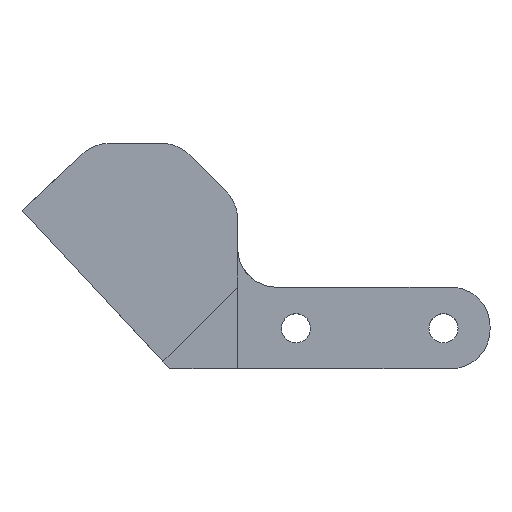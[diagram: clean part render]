
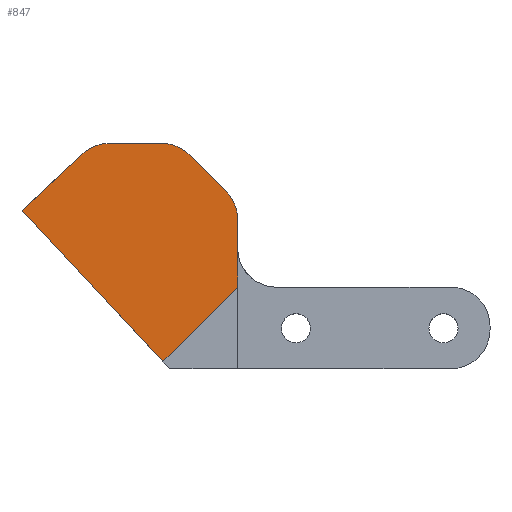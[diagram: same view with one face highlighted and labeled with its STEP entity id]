
A CAD part, top view. The second image highlights one B-rep face of the part: STEP entity #847.
In plain terms, the highlighted planar face has unit normal (0, 0, 1).
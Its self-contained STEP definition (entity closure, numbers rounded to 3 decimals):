
#54=PLANE('',#924);
#100=FACE_OUTER_BOUND('',#154,.T.);
#154=EDGE_LOOP('',(#778,#779,#780,#781,#782,#783,#784,#785,#786,#787));
#161=LINE('',#1184,#249);
#170=LINE('',#1213,#258);
#182=LINE('',#1249,#270);
#202=LINE('',#1318,#290);
#240=LINE('',#1400,#328);
#241=LINE('',#1402,#329);
#242=LINE('',#1404,#330);
#249=VECTOR('',#941,10.);
#258=VECTOR('',#966,10.);
#270=VECTOR('',#1000,10.);
#290=VECTOR('',#1078,10.);
#328=VECTOR('',#1156,10.);
#329=VECTOR('',#1159,10.);
#330=VECTOR('',#1162,10.);
#331=CIRCLE('',#851,4.);
#337=CIRCLE('',#860,4.);
#338=CIRCLE('',#863,4.);
#360=VERTEX_POINT('',#1167);
#361=VERTEX_POINT('',#1168);
#367=VERTEX_POINT('',#1182);
#377=VERTEX_POINT('',#1206);
#378=VERTEX_POINT('',#1207);
#379=VERTEX_POINT('',#1212);
#380=VERTEX_POINT('',#1216);
#383=VERTEX_POINT('',#1224);
#392=VERTEX_POINT('',#1248);
#411=VERTEX_POINT('',#1312);
#437=EDGE_CURVE('',#360,#361,#331,.T.);
#445=EDGE_CURVE('',#360,#367,#161,.T.);
#456=EDGE_CURVE('',#377,#378,#337,.T.);
#459=EDGE_CURVE('',#379,#378,#170,.T.);
#461=EDGE_CURVE('',#379,#380,#338,.T.);
#477=EDGE_CURVE('',#392,#383,#182,.T.);
#510=EDGE_CURVE('',#411,#392,#202,.T.);
#551=EDGE_CURVE('',#367,#411,#240,.T.);
#552=EDGE_CURVE('',#377,#361,#241,.T.);
#553=EDGE_CURVE('',#383,#380,#242,.T.);
#778=ORIENTED_EDGE('',*,*,#437,.F.);
#779=ORIENTED_EDGE('',*,*,#445,.T.);
#780=ORIENTED_EDGE('',*,*,#551,.T.);
#781=ORIENTED_EDGE('',*,*,#510,.T.);
#782=ORIENTED_EDGE('',*,*,#477,.T.);
#783=ORIENTED_EDGE('',*,*,#553,.T.);
#784=ORIENTED_EDGE('',*,*,#461,.F.);
#785=ORIENTED_EDGE('',*,*,#459,.T.);
#786=ORIENTED_EDGE('',*,*,#456,.F.);
#787=ORIENTED_EDGE('',*,*,#552,.T.);
#847=ADVANCED_FACE('',(#100),#54,.T.);
#851=AXIS2_PLACEMENT_3D('',#1169,#929,#930);
#860=AXIS2_PLACEMENT_3D('',#1208,#960,#961);
#863=AXIS2_PLACEMENT_3D('',#1217,#970,#971);
#924=AXIS2_PLACEMENT_3D('',#1405,#1163,#1164);
#929=DIRECTION('center_axis',(0.,0.,-1.));
#930=DIRECTION('ref_axis',(-0.366,0.931,0.));
#941=DIRECTION('',(-0.732,-0.681,0.));
#960=DIRECTION('center_axis',(0.,0.,-1.));
#961=DIRECTION('ref_axis',(0.383,0.924,0.));
#966=DIRECTION('',(-0.707,0.707,0.));
#970=DIRECTION('center_axis',(0.,0.,-1.));
#971=DIRECTION('ref_axis',(0.924,0.383,0.));
#1000=DIRECTION('',(0.,1.,0.));
#1078=DIRECTION('',(0.707,0.707,0.));
#1156=DIRECTION('',(0.681,-0.732,0.));
#1159=DIRECTION('',(-1.,0.,0.));
#1162=DIRECTION('',(0.,1.,0.));
#1163=DIRECTION('center_axis',(0.,0.,1.));
#1164=DIRECTION('ref_axis',(1.,0.,0.));
#1167=CARTESIAN_POINT('',(-13.938,5.929,0.5));
#1168=CARTESIAN_POINT('',(-11.214,7.,0.5));
#1169=CARTESIAN_POINT('Origin',(-11.214,3.,0.5));
#1182=CARTESIAN_POINT('',(-20.214,0.09,0.5));
#1184=CARTESIAN_POINT('',(-12.786,7.,0.5));
#1206=CARTESIAN_POINT('',(-5.828,7.,0.5));
#1207=CARTESIAN_POINT('',(-3.,5.828,0.5));
#1208=CARTESIAN_POINT('Origin',(-5.828,3.,0.5));
#1212=CARTESIAN_POINT('',(0.828,2.,0.5));
#1213=CARTESIAN_POINT('',(2.,0.828,0.5));
#1216=CARTESIAN_POINT('',(2.,-0.828,0.5));
#1217=CARTESIAN_POINT('Origin',(-2.,-0.828,0.5));
#1224=CARTESIAN_POINT('',(2.,-3.828,0.5));
#1248=CARTESIAN_POINT('',(2.,-7.828,0.5));
#1249=CARTESIAN_POINT('',(2.,-7.828,0.5));
#1312=CARTESIAN_POINT('',(-5.692,-15.521,0.5));
#1318=CARTESIAN_POINT('',(-10.586,-20.414,0.5));
#1400=CARTESIAN_POINT('',(-5.692,-15.521,0.5));
#1402=CARTESIAN_POINT('',(-4.172,7.,0.5));
#1404=CARTESIAN_POINT('',(2.,-7.828,0.5));
#1405=CARTESIAN_POINT('Origin',(-9.107,-4.26,0.5));
